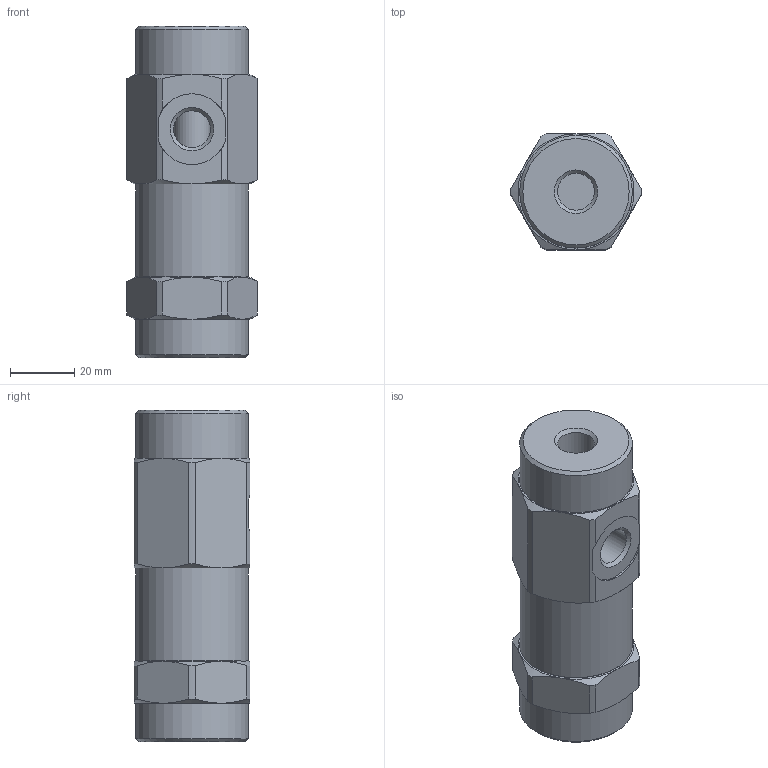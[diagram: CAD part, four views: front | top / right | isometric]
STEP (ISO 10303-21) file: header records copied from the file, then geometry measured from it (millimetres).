
FILE_DESCRIPTION(/* description */ ('Unknown'),/* implementation_level */ '2;1');
FILE_NAME(/* name */ 'V0201_HF',/* time_stamp */ '2023-03-13T16:40:52+01:00',/* author */ ('Unknown'),/* organization */ ('Unknown'),/* preprocessor_version */ 'ST-DEVELOPER v16.7',/* originating_system */ 'DEX',/* authorisation */ $);
FILE_SCHEMA (('AUTOMOTIVE_DESIGN {1 0 10303 214 3 1 1}'));
Length unit declared in the file: millimetre
Products named in the file (1): V0201_HF
Bounding box: 40.49 x 36 x 103 mm (x, y, z)
Volume: 100520.3 mm3; surface area: 16808.4 mm2
Topology: 1 solids, 1 shells, 98 faces, 235 edges, 148 vertices
Faces by surface type: plane 37, cone 32, cylinder 29
Full cylindrical faces by diameter (mm): 11.2 x1, 11.45 x3, 13.5 x1, 16 x1, 35 x3
Entity records: 2830 total; most frequent: CARTESIAN_POINT 686, DIRECTION 432, ORIENTED_EDGE 422, EDGE_CURVE 211, AXIS2_PLACEMENT_3D 187, VERTEX_POINT 141, EDGE_LOOP 126, FACE_BOUND 126
